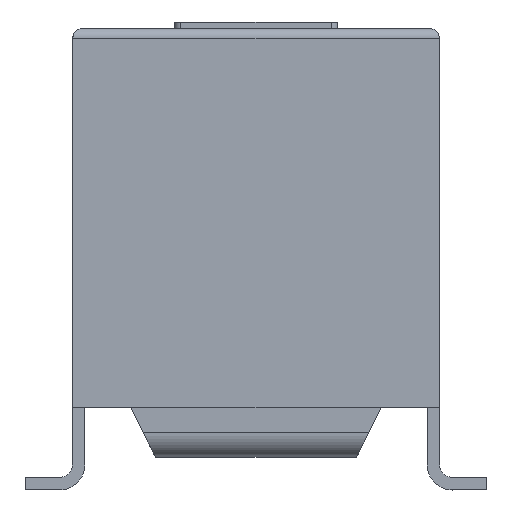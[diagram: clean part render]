
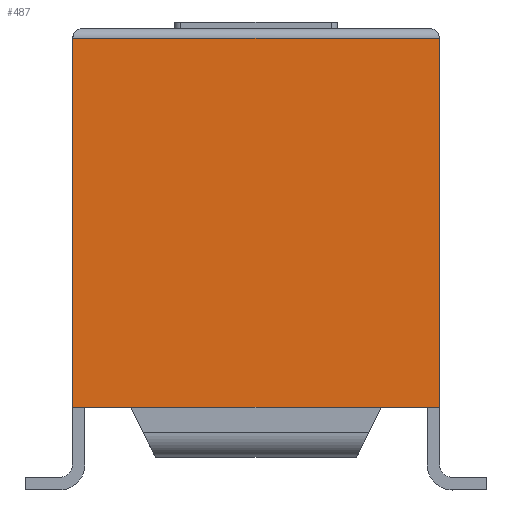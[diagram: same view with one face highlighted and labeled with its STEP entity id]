
A CAD part, front view. The second image highlights one B-rep face of the part: STEP entity #487.
In plain terms, the highlighted planar face has unit normal (0, -1, 0).
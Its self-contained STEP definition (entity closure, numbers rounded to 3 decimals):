
#13=DIRECTION('',(0.,0.,1.));
#68=VECTOR('',#13,1.);
#151=VECTOR('',#152,1.);
#152=DIRECTION('',(-1.,0.,0.));
#160=DIRECTION('',(0.,-1.,0.));
#214=VERTEX_POINT('',#215);
#215=CARTESIAN_POINT('',(-3.65,-7.4,9.01));
#250=VERTEX_POINT('',#251);
#251=CARTESIAN_POINT('',(3.65,-7.4,9.01));
#255=ORIENTED_EDGE('',*,*,#256,.T.);
#256=EDGE_CURVE('',#250,#214,#257,.T.);
#257=LINE('',#251,#151);
#344=EDGE_CURVE('',#345,#214,#347,.T.);
#345=VERTEX_POINT('',#346);
#346=CARTESIAN_POINT('',(-3.65,-7.4,1.65));
#347=LINE('',#346,#68);
#487=ADVANCED_FACE('',(#488),#499,.T.);
#488=FACE_BOUND('',#489,.T.);
#489=EDGE_LOOP('',(#490,#255,#495,#496));
#490=ORIENTED_EDGE('',*,*,#491,.T.);
#491=EDGE_CURVE('',#492,#250,#494,.T.);
#492=VERTEX_POINT('',#493);
#493=CARTESIAN_POINT('',(3.65,-7.4,1.65));
#494=LINE('',#493,#68);
#495=ORIENTED_EDGE('',*,*,#344,.F.);
#496=ORIENTED_EDGE('',*,*,#497,.F.);
#497=EDGE_CURVE('',#492,#345,#498,.T.);
#498=LINE('',#493,#151);
#499=PLANE('',#500);
#500=AXIS2_PLACEMENT_3D('',#493,#160,#152);
